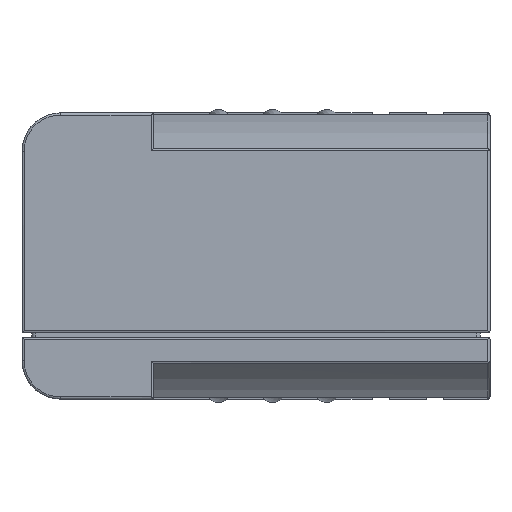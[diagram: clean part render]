
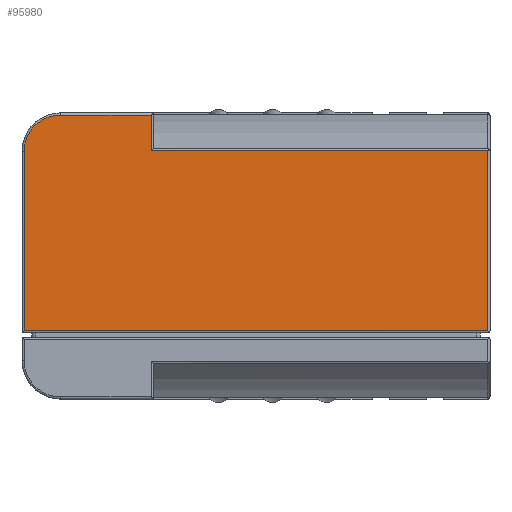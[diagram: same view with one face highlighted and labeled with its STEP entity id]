
A CAD part, front view. The second image highlights one B-rep face of the part: STEP entity #95980.
In plain terms, the highlighted face is planar.
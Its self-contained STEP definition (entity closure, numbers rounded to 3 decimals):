
#95340=CARTESIAN_POINT('',(-26.304,-22.122,
-29.881));
#95350=DIRECTION('',(0.,1.,-0.));
#95360=DIRECTION('',(-1.,0.,0.));
#95370=AXIS2_PLACEMENT_3D('',#95340,#95350,#95360);
#95380=PLANE('',#95370);
#95390=CARTESIAN_POINT('',(-21.428,-22.122,
-36.716));
#95400=DIRECTION('',(0.,0.,-1.));
#95410=VECTOR('',#95400,1.);
#95420=LINE('',#95390,#95410);
#95430=CARTESIAN_POINT('',(-21.428,-22.122,-28.3));
#95440=VERTEX_POINT('',#95430);
#95450=CARTESIAN_POINT('',(-21.428,-22.122,
-36.7));
#95460=VERTEX_POINT('',#95450);
#95470=EDGE_CURVE('',#95440,#95460,#95420,.T.);
#95480=ORIENTED_EDGE('',*,*,#95470,.T.);
#95490=CARTESIAN_POINT('',(-23.128,-22.122,-28.3));
#95500=DIRECTION('',(0.,1.,0.));
#95510=DIRECTION('',(-1.,0.,0.));
#95520=AXIS2_PLACEMENT_3D('',#95490,#95500,#95510);
#95530=CIRCLE('',#95520,1.7);
#95540=CARTESIAN_POINT('',(-23.128,-22.122,-26.6));
#95550=VERTEX_POINT('',#95540);
#95560=EDGE_CURVE('',#95550,#95440,#95530,.T.);
#95570=ORIENTED_EDGE('',*,*,#95560,.T.);
#95580=CARTESIAN_POINT('',(-25.049,-22.122,-26.6));
#95590=DIRECTION('',(-1.,0.,0.));
#95600=VECTOR('',#95590,1.);
#95610=LINE('',#95580,#95600);
#95620=CARTESIAN_POINT('',(-27.388,-22.122,-26.6));
#95630=VERTEX_POINT('',#95620);
#95640=EDGE_CURVE('',#95550,#95630,#95610,.T.);
#95650=ORIENTED_EDGE('',*,*,#95640,.F.);
#95660=CARTESIAN_POINT('',(-27.388,-22.122,
-36.716));
#95670=DIRECTION('',(0.,0.,1.));
#95680=VECTOR('',#95670,1.);
#95690=LINE('',#95660,#95680);
#95700=CARTESIAN_POINT('',(-27.388,-22.122,
-28.257));
#95710=VERTEX_POINT('',#95700);
#95720=EDGE_CURVE('',#95710,#95630,#95690,.T.);
#95730=ORIENTED_EDGE('',*,*,#95720,.T.);
#95740=CARTESIAN_POINT('',(-42.338,-22.122,
-28.257));
#95750=DIRECTION('',(-1.,0.,0.));
#95760=VECTOR('',#95750,1.);
#95770=LINE('',#95740,#95760);
#95780=CARTESIAN_POINT('',(-43.138,-22.122,
-28.257));
#95790=VERTEX_POINT('',#95780);
#95800=EDGE_CURVE('',#95710,#95790,#95770,.T.);
#95810=ORIENTED_EDGE('',*,*,#95800,.F.);
#95820=CARTESIAN_POINT('',(-43.138,-22.122,
-36.716));
#95830=DIRECTION('',(0.,0.,-1.));
#95840=VECTOR('',#95830,1.);
#95850=LINE('',#95820,#95840);
#95860=CARTESIAN_POINT('',(-43.138,-22.122,
-36.7));
#95870=VERTEX_POINT('',#95860);
#95880=EDGE_CURVE('',#95790,#95870,#95850,.T.);
#95890=ORIENTED_EDGE('',*,*,#95880,.F.);
#95900=CARTESIAN_POINT('',(-25.049,-22.122,
-36.7));
#95910=DIRECTION('',(-1.,0.,0.));
#95920=VECTOR('',#95910,1.);
#95930=LINE('',#95900,#95920);
#95940=EDGE_CURVE('',#95460,#95870,#95930,.T.);
#95950=ORIENTED_EDGE('',*,*,#95940,.T.);
#95960=EDGE_LOOP('',(#95950,#95890,#95810,#95730,#95650,#95570,#95480));
#95970=FACE_OUTER_BOUND('',#95960,.T.);
#95980=ADVANCED_FACE('',(#95970),#95380,.T.);
